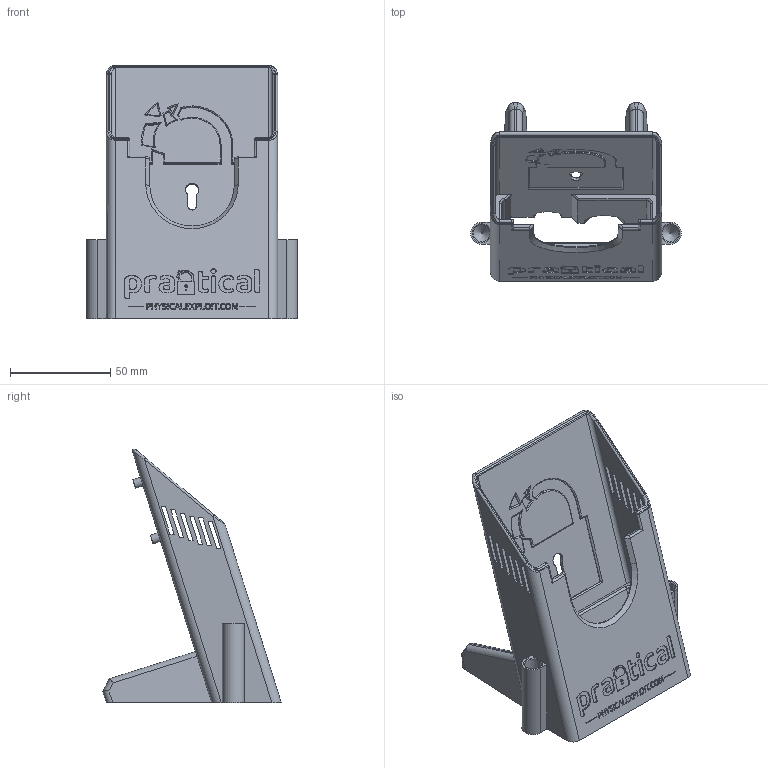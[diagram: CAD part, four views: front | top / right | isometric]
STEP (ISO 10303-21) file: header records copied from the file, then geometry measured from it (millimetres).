
FILE_DESCRIPTION(/* description */ ('','CAx-IF Rec.Pracs.---Representation and Presentation of Product Manufacturing Information (PMI)---4.0---2014-10-13'),/* implementation_level */ '2;1');
FILE_NAME(/* name */ 'HackRF_H4M_Stand.step',/* time_stamp */ '2025-03-16T18:08:42-04:00',/* author */ (''),/* organization */ (''),/* preprocessor_version */ 'ST-DEVELOPER v20',/* originating_system */ 'Autodesk Translation Framework v13.20.0.188',/* authorisation */ '');
FILE_SCHEMA (('AP242_MANAGED_MODEL_BASED_3D_ENGINEERING_MIM_LF { 1 0 10303 442 1 1 4 }'));
Length unit declared in the file: millimetre
Products named in the file (1): HackRF_H4M_Stand
Bounding box: 105 x 88.85 x 126.38 mm (x, y, z)
Volume: 96575.1 mm3; surface area: 56804.2 mm2
Topology: 1 solids, 1 shells, 891 faces, 2441 edges, 1607 vertices
Faces by surface type: bspline 451, plane 353, cylinder 70, cone 9, sphere 4, torus 4
Full cylindrical faces by diameter (mm): 1.9 x4, 4.5 x4, 8.5 x2
Entity records: 30559 total; most frequent: CARTESIAN_POINT 11057, ORIENTED_EDGE 4882, DIRECTION 2552, EDGE_CURVE 2441, VERTEX_POINT 1607, LINE 1364, VECTOR 1364, EDGE_LOOP 974
